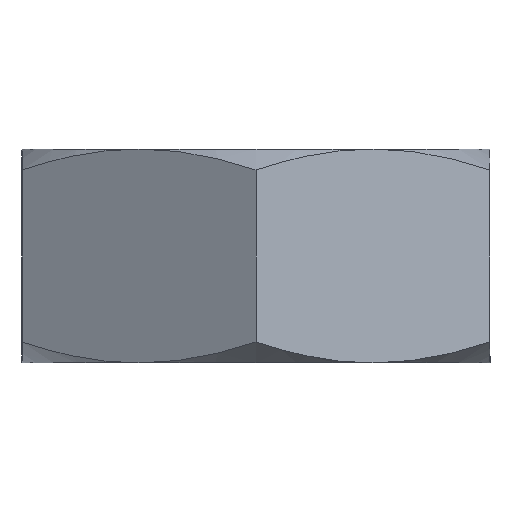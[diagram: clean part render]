
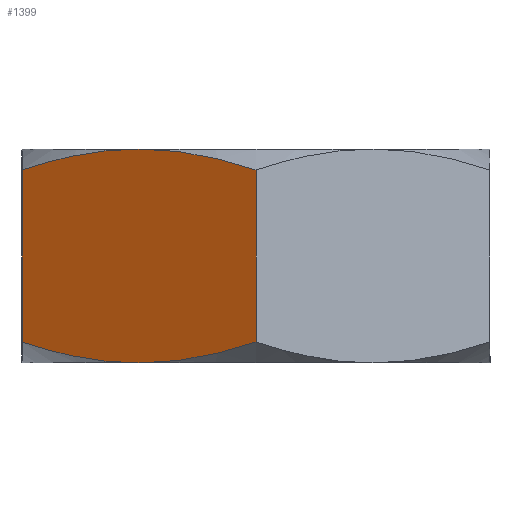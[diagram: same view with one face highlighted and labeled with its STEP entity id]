
A CAD part, front view. The second image highlights one B-rep face of the part: STEP entity #1399.
In plain terms, the highlighted planar face has unit normal (-0.5, -0.866, 0).
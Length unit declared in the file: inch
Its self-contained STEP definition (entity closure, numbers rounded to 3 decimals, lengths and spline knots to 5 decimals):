
#5 = ORIENTED_EDGE ( 'NONE', *, *, #201, .T. ) ;
#29 = CARTESIAN_POINT ( 'NONE',  ( -0.0689, -0.11933, 0.06299 ) ) ;
#39 = CARTESIAN_POINT ( 'NONE',  ( -0.09237, -0.10578, 0.06299 ) ) ;
#60 = VERTEX_POINT ( 'NONE', #1617 ) ;
#127 = CARTESIAN_POINT ( 'NONE',  ( -0.01124, -0.15262, 0.05443 ) ) ;
#155 = FACE_OUTER_BOUND ( 'NONE', #1949, .T. ) ;
#181 = AXIS2_PLACEMENT_3D ( 'NONE', #1396, #878, #1038 ) ;
#201 = EDGE_CURVE ( 'NONE', #1343, #580, #664, .T. ) ;
#229 = B_SPLINE_CURVE_WITH_KNOTS ( 'NONE', 3,
 ( #519, #1814, #1978, #1172 ),
 .UNSPECIFIED., .F., .F.,
 ( 4, 4 ),
 ( 0., 0.00204 ),
 .UNSPECIFIED. ) ;
#260 = CARTESIAN_POINT ( 'NONE',  ( -0.1378, -0.07956, 0.06299 ) ) ;
#283 = ORIENTED_EDGE ( 'NONE', *, *, #467, .F. ) ;
#407 = CARTESIAN_POINT ( 'NONE',  ( 0., -0.15911, 0.06299 ) ) ;
#467 = EDGE_CURVE ( 'NONE', #60, #1793, #1011, .T. ) ;
#476 = LINE ( 'NONE', #260, #1798 ) ;
#485 = CARTESIAN_POINT ( 'NONE',  ( -0.0572, -0.12609, 0.06299 ) ) ;
#519 = CARTESIAN_POINT ( 'NONE',  ( -0.1378, -0.07956, -0.05068 ) ) ;
#543 = CARTESIAN_POINT ( 'NONE',  ( -0.0689, -0.11933, -0.06299 ) ) ;
#552 = PLANE ( 'NONE',  #181 ) ;
#562 = B_SPLINE_CURVE_WITH_KNOTS ( 'NONE', 3,
 ( #1955, #485, #1303, #1481, #127, #1131 ),
 .UNSPECIFIED., .F., .F.,
 ( 4, 2, 4 ),
 ( 0.00204, 0.00306, 0.00408 ),
 .UNSPECIFIED. ) ;
#580 = VERTEX_POINT ( 'NONE', #2073 ) ;
#616 = EDGE_CURVE ( 'NONE', #60, #1819, #476, .T. ) ;
#624 = ORIENTED_EDGE ( 'NONE', *, *, #764, .F. ) ;
#664 = B_SPLINE_CURVE_WITH_KNOTS ( 'NONE', 3,
 ( #2120, #1313, #826, #1320, #1809, #1333 ),
 .UNSPECIFIED., .F., .F.,
 ( 4, 2, 4 ),
 ( 0.00204, 0.00306, 0.00408 ),
 .UNSPECIFIED. ) ;
#694 = ORIENTED_EDGE ( 'NONE', *, *, #888, .T. ) ;
#764 = EDGE_CURVE ( 'NONE', #1793, #1139, #562, .T. ) ;
#826 = CARTESIAN_POINT ( 'NONE',  ( -0.04552, -0.13283, -0.06181 ) ) ;
#855 = CARTESIAN_POINT ( 'NONE',  ( -0.11525, -0.09257, 0.0582 ) ) ;
#878 = DIRECTION ( 'NONE',  ( 0.5, 0.866, 0. ) ) ;
#885 = CARTESIAN_POINT ( 'NONE',  ( -0.0689, -0.11933, 0.06299 ) ) ;
#888 = EDGE_CURVE ( 'NONE', #1819, #1343, #229, .T. ) ;
#1011 = B_SPLINE_CURVE_WITH_KNOTS ( 'NONE', 3,
 ( #1504, #855, #39, #29 ),
 .UNSPECIFIED., .F., .F.,
 ( 4, 4 ),
 ( 0., 0.00204 ),
 .UNSPECIFIED. ) ;
#1014 = EDGE_CURVE ( 'NONE', #1139, #580, #1296, .T. ) ;
#1038 = DIRECTION ( 'NONE',  ( -0.866, 0.5, 0. ) ) ;
#1073 = ORIENTED_EDGE ( 'NONE', *, *, #616, .T. ) ;
#1131 = CARTESIAN_POINT ( 'NONE',  ( 0., -0.15911, 0.05068 ) ) ;
#1139 = VERTEX_POINT ( 'NONE', #1588 ) ;
#1172 = CARTESIAN_POINT ( 'NONE',  ( -0.0689, -0.11933, -0.06299 ) ) ;
#1296 = LINE ( 'NONE', #407, #1373 ) ;
#1303 = CARTESIAN_POINT ( 'NONE',  ( -0.04552, -0.13283, 0.06181 ) ) ;
#1313 = CARTESIAN_POINT ( 'NONE',  ( -0.0572, -0.12609, -0.06299 ) ) ;
#1320 = CARTESIAN_POINT ( 'NONE',  ( -0.02258, -0.14608, -0.05753 ) ) ;
#1333 = CARTESIAN_POINT ( 'NONE',  ( 0., -0.15911, -0.05068 ) ) ;
#1343 = VERTEX_POINT ( 'NONE', #543 ) ;
#1373 = VECTOR ( 'NONE', #1886, 39.37008 ) ;
#1396 = CARTESIAN_POINT ( 'NONE',  ( -0.1378, -0.07956, 0.06299 ) ) ;
#1399 = ADVANCED_FACE ( 'NONE', ( #155 ), #552, .F. ) ;
#1481 = CARTESIAN_POINT ( 'NONE',  ( -0.02258, -0.14608, 0.05753 ) ) ;
#1504 = CARTESIAN_POINT ( 'NONE',  ( -0.1378, -0.07956, 0.05068 ) ) ;
#1588 = CARTESIAN_POINT ( 'NONE',  ( 0., -0.15911, 0.05068 ) ) ;
#1617 = CARTESIAN_POINT ( 'NONE',  ( -0.1378, -0.07956, 0.05068 ) ) ;
#1716 = ORIENTED_EDGE ( 'NONE', *, *, #1014, .F. ) ;
#1755 = DIRECTION ( 'NONE',  ( 0., 0., -1. ) ) ;
#1793 = VERTEX_POINT ( 'NONE', #885 ) ;
#1798 = VECTOR ( 'NONE', #1755, 39.37008 ) ;
#1809 = CARTESIAN_POINT ( 'NONE',  ( -0.01124, -0.15262, -0.05443 ) ) ;
#1814 = CARTESIAN_POINT ( 'NONE',  ( -0.11525, -0.09257, -0.0582 ) ) ;
#1819 = VERTEX_POINT ( 'NONE', #1853 ) ;
#1853 = CARTESIAN_POINT ( 'NONE',  ( -0.1378, -0.07956, -0.05068 ) ) ;
#1886 = DIRECTION ( 'NONE',  ( 0., 0., -1. ) ) ;
#1949 = EDGE_LOOP ( 'NONE', ( #1073, #694, #5, #1716, #624, #283 ) ) ;
#1955 = CARTESIAN_POINT ( 'NONE',  ( -0.0689, -0.11933, 0.06299 ) ) ;
#1978 = CARTESIAN_POINT ( 'NONE',  ( -0.09237, -0.10578, -0.06299 ) ) ;
#2073 = CARTESIAN_POINT ( 'NONE',  ( 0., -0.15911, -0.05068 ) ) ;
#2120 = CARTESIAN_POINT ( 'NONE',  ( -0.0689, -0.11933, -0.06299 ) ) ;
